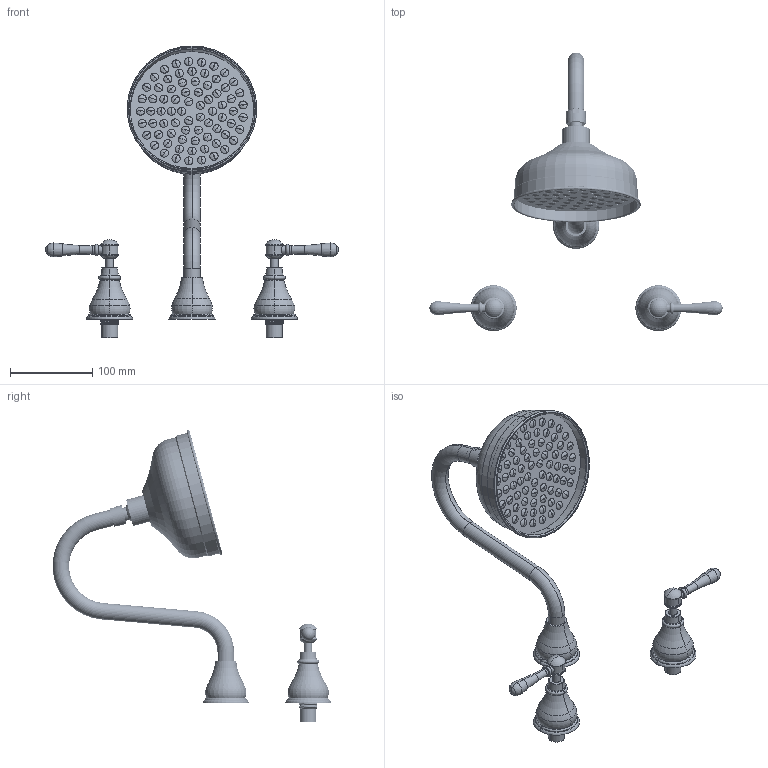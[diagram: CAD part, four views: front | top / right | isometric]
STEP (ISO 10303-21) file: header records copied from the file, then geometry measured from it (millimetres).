
FILE_DESCRIPTION (( 'STEP AP203' ), '1' );
FILE_NAME ('MV1090LCH.STEP', '2020-02-27T02:37:51', ( 'Windows 蚚誧' ), ( '' ), 'SwSTEP 2.0', 'SolidWorks 2019', '' );
FILE_SCHEMA (( 'CONFIG_CONTROL_DESIGN' ));
Length unit declared in the file: millimetre
Products named in the file (22): S型墙式淋浴出水管（焊接）; 28.5X22.5X1.5綻祧菜え; G12堤阨簽ㄗ20奪ㄘ; MV珨趼忒謫;    M70SB21C    MV珨趼忒梟裝; MV双把入墙钟罩; M16x1 20奪爾諉芛; 5-8辦羲概郋-110酗; 辦羲30.5坶踡蹟譫; MV1090LCH; Х宒S倰邀唌堤阨奪; MV邧參珨趼忒謫釱; MV1070LCH; MV邧參醱髓笘欶釱; 110快开插齿G58阀芯（30.5阀盖）; 韁宒6渡階驗郪; 韁宒150階驗; MVХ宒邀唌奪釱; 囀鞠褒潑芛蹟佪M5x12 (G12090G00); S倰邀唌堤阨奪
Assembly tree (30 placements, depth 4):
  MV1090LCH
    MV1070LCH
      110快开插齿G58阀芯（30.5阀盖）
        5-8辦羲概郋-110酗
        辦羲30.5坶踡蹟譫
        28.5X22.5X1.5綻祧菜え
      110快开插齿G58阀芯（30.5阀盖）
        5-8辦羲概郋-110酗
        辦羲30.5坶踡蹟譫
        28.5X22.5X1.5綻祧菜え
      MV双把入墙钟罩  x2
      MV邧參醱髓笘欶釱  x2
      MV珨趼忒謫
        MV邧參珨趼忒謫釱
           M70SB21C    MV珨趼忒梟裝
        囀鞠褒潑芛蹟佪M5x12 (G12090G00)
      MV珨趼忒謫
        MV邧參珨趼忒謫釱
           M70SB21C    MV珨趼忒梟裝
        囀鞠褒潑芛蹟佪M5x12 (G12090G00)
    Х宒S倰邀唌堤阨奪
      MVХ宒邀唌奪釱
      MV邧參醱髓笘欶釱
      S型墙式淋浴出水管（焊接）
        S倰邀唌堤阨奪
        G12堤阨簽ㄗ20奪ㄘ
        M16x1 20奪爾諉芛
    韁宒6渡階驗郪
      韁宒150階驗
Bounding box: 356 x 337.95 x 354.36 mm (x, y, z)
Volume: 954185.2 mm3; surface area: 218635.5 mm2
Topology: 22 solids, 22 shells, 1798 faces, 4598 edges, 2974 vertices
Faces by surface type: cylinder 799, plane 428, torus 194, cone 177, sphere 102, bspline 98
Entity records: 65389 total; most frequent: CARTESIAN_POINT 35355, ORIENTED_EDGE 5930, DIRECTION 5852, EDGE_CURVE 2965, AXIS2_PLACEMENT_3D 2506, VERTEX_POINT 1916, CIRCLE 1329, EDGE_LOOP 1325
